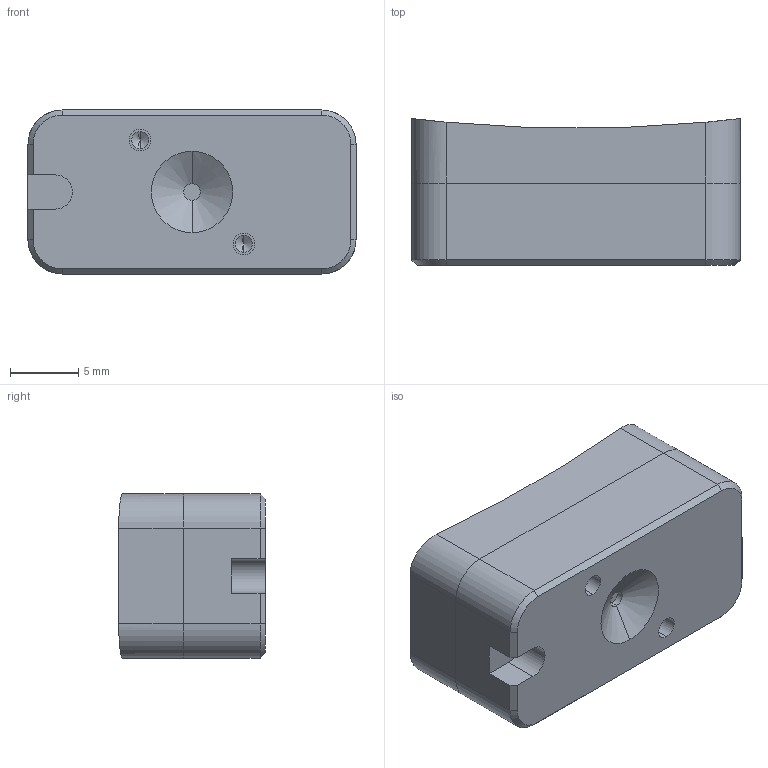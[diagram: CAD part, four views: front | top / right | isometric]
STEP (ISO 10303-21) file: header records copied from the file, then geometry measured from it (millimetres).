
FILE_DESCRIPTION (( 'STEP AP214' ), '1' );
FILE_NAME ('S3212LXXX100.STEP', '2023-01-05T20:03:57', ( '' ), ( '' ), 'SwSTEP 2.0', 'SolidWorks 2020', '' );
FILE_SCHEMA (( 'AUTOMOTIVE_DESIGN' ));
Length unit declared in the file: inch
Products named in the file (4): S90A002; 62S12SXX_62S12S05; S3212LXXX100; 12S1201_12S1201
Assembly tree (2 placements, depth 2):
  S90A002
  S3212LXXX100
    12S1201_12S1201
    62S12SXX_62S12S05
Bounding box: 24 x 10.72 x 12 mm (x, y, z)
Volume: 2546.5 mm3; surface area: 1985.9 mm2
Topology: 2 solids, 2 shells, 69 faces, 167 edges, 102 vertices
Faces by surface type: cylinder 29, plane 25, cone 13, sphere 2
Entity records: 2207 total; most frequent: CARTESIAN_POINT 453, DIRECTION 362, ORIENTED_EDGE 324, EDGE_CURVE 162, AXIS2_PLACEMENT_3D 137, VERTEX_POINT 102, VECTOR 88, LINE 88
